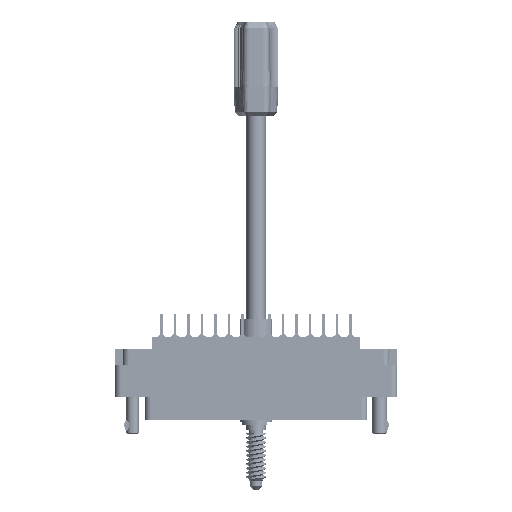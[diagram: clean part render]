
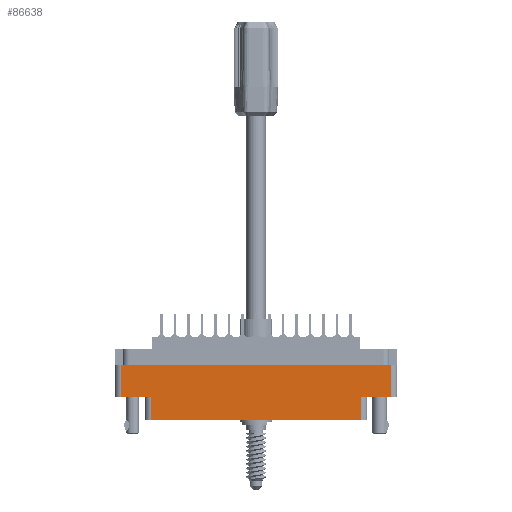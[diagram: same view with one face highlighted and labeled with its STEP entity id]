
A CAD part, front view. The second image highlights one B-rep face of the part: STEP entity #86638.
In plain terms, the highlighted planar face has unit normal (0, -1, 0).
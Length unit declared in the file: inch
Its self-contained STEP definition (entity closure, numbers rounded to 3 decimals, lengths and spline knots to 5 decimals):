
#2556 = EDGE_CURVE ( 'NONE', #9874, #91446, #9330, .T. ) ;
#5514 = CARTESIAN_POINT ( 'NONE',  ( -1.297, -0.617, -0.798 ) ) ;
#6158 = VECTOR ( 'NONE', #46287, 39.37008 ) ;
#7309 = DIRECTION ( 'NONE',  ( 1., 0., 0. ) ) ;
#9330 = LINE ( 'NONE', #72727, #65239 ) ;
#9874 = VERTEX_POINT ( 'NONE', #25486 ) ;
#10303 = PLANE ( 'NONE',  #42637 ) ;
#10608 = CARTESIAN_POINT ( 'NONE',  ( -1.359, -0.617, -0.798 ) ) ;
#15496 = ORIENTED_EDGE ( 'NONE', *, *, #68196, .T. ) ;
#15918 = DIRECTION ( 'NONE',  ( 0., 0., 1. ) ) ;
#17615 = EDGE_LOOP ( 'NONE', ( #36710, #89788, #44796, #58046, #94631, #20379, #58865, #15496 ) ) ;
#20057 = CARTESIAN_POINT ( 'NONE',  ( 0., -0.617, -0.578 ) ) ;
#20379 = ORIENTED_EDGE ( 'NONE', *, *, #22570, .T. ) ;
#20590 = CARTESIAN_POINT ( 'NONE',  ( -1.006, -0.617, -0.798 ) ) ;
#22570 = EDGE_CURVE ( 'NONE', #50749, #91446, #36628, .T. ) ;
#24117 = CARTESIAN_POINT ( 'NONE',  ( 1.297, -0.617, -0.578 ) ) ;
#24566 = CARTESIAN_POINT ( 'NONE',  ( 1.006, -0.617, -0.578 ) ) ;
#25486 = CARTESIAN_POINT ( 'NONE',  ( -1.297, -0.617, -0.274 ) ) ;
#27799 = DIRECTION ( 'NONE',  ( 0., 0., -1. ) ) ;
#28137 = VERTEX_POINT ( 'NONE', #58964 ) ;
#31276 = EDGE_CURVE ( 'NONE', #28137, #49151, #71997, .T. ) ;
#33069 = VERTEX_POINT ( 'NONE', #89277 ) ;
#36628 = LINE ( 'NONE', #45272, #82319 ) ;
#36710 = ORIENTED_EDGE ( 'NONE', *, *, #38213, .T. ) ;
#37284 = VERTEX_POINT ( 'NONE', #72999 ) ;
#38213 = EDGE_CURVE ( 'NONE', #55638, #28137, #50221, .T. ) ;
#41529 = LINE ( 'NONE', #54339, #57543 ) ;
#42637 = AXIS2_PLACEMENT_3D ( 'NONE', #10608, #46987, #76041 ) ;
#42652 = DIRECTION ( 'NONE',  ( 1., 0., 0. ) ) ;
#44796 = ORIENTED_EDGE ( 'NONE', *, *, #50589, .T. ) ;
#45272 = CARTESIAN_POINT ( 'NONE',  ( 1.297, -0.617, -0.798 ) ) ;
#46287 = DIRECTION ( 'NONE',  ( 0., 0., 1. ) ) ;
#46530 = DIRECTION ( 'NONE',  ( 0., 0., -1. ) ) ;
#46987 = DIRECTION ( 'NONE',  ( 0., -1., 0. ) ) ;
#49151 = VERTEX_POINT ( 'NONE', #20590 ) ;
#50221 = LINE ( 'NONE', #20057, #74225 ) ;
#50481 = FACE_OUTER_BOUND ( 'NONE', #17615, .T. ) ;
#50589 = EDGE_CURVE ( 'NONE', #49151, #37284, #76339, .T. ) ;
#50749 = VERTEX_POINT ( 'NONE', #24117 ) ;
#51794 = CARTESIAN_POINT ( 'NONE',  ( 1.297, -0.617, -0.274 ) ) ;
#53330 = VECTOR ( 'NONE', #27799, 39.37008 ) ;
#54339 = CARTESIAN_POINT ( 'NONE',  ( 0., -0.617, -0.578 ) ) ;
#55638 = VERTEX_POINT ( 'NONE', #90037 ) ;
#57543 = VECTOR ( 'NONE', #75373, 39.37008 ) ;
#58046 = ORIENTED_EDGE ( 'NONE', *, *, #84484, .T. ) ;
#58865 = ORIENTED_EDGE ( 'NONE', *, *, #2556, .F. ) ;
#58964 = CARTESIAN_POINT ( 'NONE',  ( -1.006, -0.617, -0.578 ) ) ;
#65239 = VECTOR ( 'NONE', #7309, 39.37008 ) ;
#67281 = CARTESIAN_POINT ( 'NONE',  ( -1.006, -0.617, -0.798 ) ) ;
#67549 = DIRECTION ( 'NONE',  ( 1., 0., 0. ) ) ;
#68196 = EDGE_CURVE ( 'NONE', #9874, #55638, #90986, .T. ) ;
#71997 = LINE ( 'NONE', #67281, #79970 ) ;
#72727 = CARTESIAN_POINT ( 'NONE',  ( 0., -0.617, -0.274 ) ) ;
#72999 = CARTESIAN_POINT ( 'NONE',  ( 1.006, -0.617, -0.798 ) ) ;
#73536 = LINE ( 'NONE', #24566, #6158 ) ;
#74225 = VECTOR ( 'NONE', #42652, 39.37008 ) ;
#75373 = DIRECTION ( 'NONE',  ( -1., 0., 0. ) ) ;
#76041 = DIRECTION ( 'NONE',  ( 0., 0., -1. ) ) ;
#76339 = LINE ( 'NONE', #80962, #91178 ) ;
#79970 = VECTOR ( 'NONE', #46530, 39.37008 ) ;
#80962 = CARTESIAN_POINT ( 'NONE',  ( -1.359, -0.617, -0.798 ) ) ;
#82319 = VECTOR ( 'NONE', #15918, 39.37008 ) ;
#84484 = EDGE_CURVE ( 'NONE', #37284, #33069, #73536, .T. ) ;
#86638 = ADVANCED_FACE ( 'NONE', ( #50481 ), #10303, .T. ) ;
#89277 = CARTESIAN_POINT ( 'NONE',  ( 1.006, -0.617, -0.578 ) ) ;
#89788 = ORIENTED_EDGE ( 'NONE', *, *, #31276, .T. ) ;
#90037 = CARTESIAN_POINT ( 'NONE',  ( -1.297, -0.617, -0.578 ) ) ;
#90986 = LINE ( 'NONE', #5514, #53330 ) ;
#91178 = VECTOR ( 'NONE', #67549, 39.37008 ) ;
#91446 = VERTEX_POINT ( 'NONE', #51794 ) ;
#91505 = EDGE_CURVE ( 'NONE', #50749, #33069, #41529, .T. ) ;
#94631 = ORIENTED_EDGE ( 'NONE', *, *, #91505, .F. ) ;
